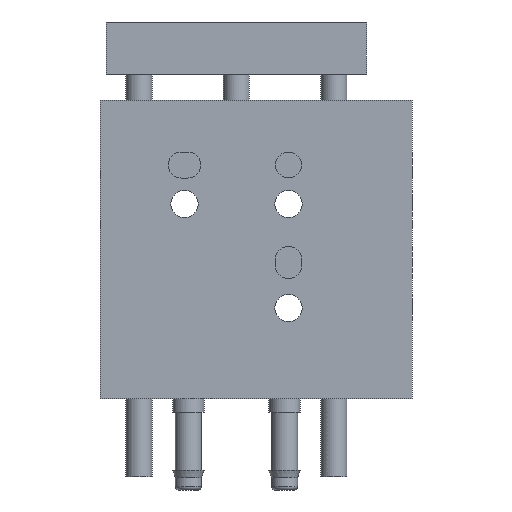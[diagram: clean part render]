
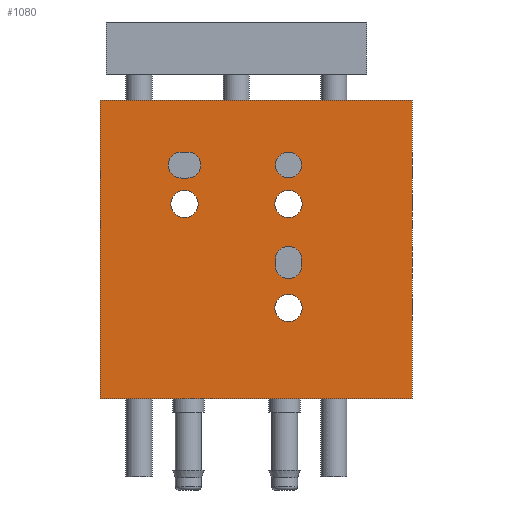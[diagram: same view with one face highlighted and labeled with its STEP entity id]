
A CAD part, front view. The second image highlights one B-rep face of the part: STEP entity #1080.
In plain terms, the highlighted planar face has unit normal (0, -1, 0).
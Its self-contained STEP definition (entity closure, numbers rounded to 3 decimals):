
#70=LINE('',#1762,#118);
#72=LINE('',#1769,#120);
#73=LINE('',#1773,#121);
#74=LINE('',#1777,#122);
#75=LINE('',#1781,#123);
#76=LINE('',#1790,#124);
#77=LINE('',#1792,#125);
#78=LINE('',#1794,#126);
#118=VECTOR('',#1368,1000.);
#120=VECTOR('',#1374,1000.);
#121=VECTOR('',#1377,1000.);
#122=VECTOR('',#1380,1000.);
#123=VECTOR('',#1383,1000.);
#124=VECTOR('',#1392,1000.);
#125=VECTOR('',#1393,1000.);
#126=VECTOR('',#1394,1000.);
#163=PLANE('',#1194);
#215=ORIENTED_EDGE('',*,*,#462,.F.);
#216=ORIENTED_EDGE('',*,*,#463,.F.);
#217=ORIENTED_EDGE('',*,*,#464,.F.);
#218=ORIENTED_EDGE('',*,*,#465,.F.);
#219=ORIENTED_EDGE('',*,*,#466,.F.);
#220=ORIENTED_EDGE('',*,*,#467,.F.);
#221=ORIENTED_EDGE('',*,*,#468,.F.);
#222=ORIENTED_EDGE('',*,*,#469,.F.);
#223=ORIENTED_EDGE('',*,*,#470,.T.);
#224=ORIENTED_EDGE('',*,*,#471,.T.);
#225=ORIENTED_EDGE('',*,*,#472,.T.);
#226=ORIENTED_EDGE('',*,*,#473,.T.);
#227=ORIENTED_EDGE('',*,*,#474,.T.);
#228=ORIENTED_EDGE('',*,*,#475,.F.);
#229=ORIENTED_EDGE('',*,*,#476,.F.);
#230=ORIENTED_EDGE('',*,*,#460,.T.);
#460=EDGE_CURVE('',#584,#583,#70,.T.);
#462=EDGE_CURVE('',#585,#586,#681,.T.);
#463=EDGE_CURVE('',#587,#585,#72,.T.);
#464=EDGE_CURVE('',#588,#587,#682,.T.);
#465=EDGE_CURVE('',#586,#588,#73,.T.);
#466=EDGE_CURVE('',#589,#590,#683,.T.);
#467=EDGE_CURVE('',#591,#589,#74,.T.);
#468=EDGE_CURVE('',#592,#591,#684,.T.);
#469=EDGE_CURVE('',#590,#592,#75,.T.);
#470=EDGE_CURVE('',#593,#593,#685,.T.);
#471=EDGE_CURVE('',#594,#594,#686,.T.);
#472=EDGE_CURVE('',#595,#595,#687,.T.);
#473=EDGE_CURVE('',#596,#596,#688,.T.);
#474=EDGE_CURVE('',#583,#597,#76,.T.);
#475=EDGE_CURVE('',#598,#597,#77,.T.);
#476=EDGE_CURVE('',#584,#598,#78,.T.);
#583=VERTEX_POINT('',#1761);
#584=VERTEX_POINT('',#1763);
#585=VERTEX_POINT('',#1767);
#586=VERTEX_POINT('',#1768);
#587=VERTEX_POINT('',#1770);
#588=VERTEX_POINT('',#1772);
#589=VERTEX_POINT('',#1775);
#590=VERTEX_POINT('',#1776);
#591=VERTEX_POINT('',#1778);
#592=VERTEX_POINT('',#1780);
#593=VERTEX_POINT('',#1783);
#594=VERTEX_POINT('',#1785);
#595=VERTEX_POINT('',#1787);
#596=VERTEX_POINT('',#1789);
#597=VERTEX_POINT('',#1791);
#598=VERTEX_POINT('',#1793);
#681=CIRCLE('',#1195,1.);
#682=CIRCLE('',#1196,1.);
#683=CIRCLE('',#1197,1.);
#684=CIRCLE('',#1198,1.);
#685=CIRCLE('',#1199,1.05);
#686=CIRCLE('',#1200,1.05);
#687=CIRCLE('',#1201,1.05);
#688=CIRCLE('',#1202,1.);
#759=EDGE_LOOP('',(#215,#216,#217,#218));
#760=EDGE_LOOP('',(#219,#220,#221,#222));
#761=EDGE_LOOP('',(#223));
#762=EDGE_LOOP('',(#224));
#763=EDGE_LOOP('',(#225));
#764=EDGE_LOOP('',(#226));
#765=EDGE_LOOP('',(#227,#228,#229,#230));
#917=FACE_BOUND('',#759,.T.);
#918=FACE_BOUND('',#760,.T.);
#919=FACE_BOUND('',#761,.T.);
#920=FACE_BOUND('',#762,.T.);
#921=FACE_BOUND('',#763,.T.);
#922=FACE_BOUND('',#764,.T.);
#923=FACE_BOUND('',#765,.T.);
#1080=ADVANCED_FACE('',(#917,#918,#919,#920,#921,#922,#923),#163,.F.);
#1194=AXIS2_PLACEMENT_3D('',#1765,#1370,#1371);
#1195=AXIS2_PLACEMENT_3D('',#1766,#1372,#1373);
#1196=AXIS2_PLACEMENT_3D('',#1771,#1375,#1376);
#1197=AXIS2_PLACEMENT_3D('',#1774,#1378,#1379);
#1198=AXIS2_PLACEMENT_3D('',#1779,#1381,#1382);
#1199=AXIS2_PLACEMENT_3D('',#1782,#1384,#1385);
#1200=AXIS2_PLACEMENT_3D('',#1784,#1386,#1387);
#1201=AXIS2_PLACEMENT_3D('',#1786,#1388,#1389);
#1202=AXIS2_PLACEMENT_3D('',#1788,#1390,#1391);
#1368=DIRECTION('',(0.,0.,-1.));
#1370=DIRECTION('',(0.,1.,0.));
#1371=DIRECTION('',(0.,0.,1.));
#1372=DIRECTION('',(0.,-1.,0.));
#1373=DIRECTION('',(0.,0.,-1.));
#1374=DIRECTION('',(0.,0.,1.));
#1375=DIRECTION('',(0.,-1.,0.));
#1376=DIRECTION('',(0.,0.,-1.));
#1377=DIRECTION('',(0.,0.,-1.));
#1378=DIRECTION('',(0.,-1.,0.));
#1379=DIRECTION('',(0.,0.,-1.));
#1380=DIRECTION('',(-1.,0.,0.));
#1381=DIRECTION('',(0.,-1.,0.));
#1382=DIRECTION('',(0.,0.,-1.));
#1383=DIRECTION('',(1.,0.,0.));
#1384=DIRECTION('',(0.,1.,0.));
#1385=DIRECTION('',(0.,0.,1.));
#1386=DIRECTION('',(0.,1.,0.));
#1387=DIRECTION('',(0.,0.,1.));
#1388=DIRECTION('',(0.,1.,0.));
#1389=DIRECTION('',(0.,0.,1.));
#1390=DIRECTION('',(0.,1.,0.));
#1391=DIRECTION('',(0.,0.,1.));
#1392=DIRECTION('',(1.,0.,0.));
#1393=DIRECTION('',(0.,0.,-1.));
#1394=DIRECTION('',(1.,0.,0.));
#1761=CARTESIAN_POINT('',(-10.5,0.,0.));
#1762=CARTESIAN_POINT('',(-10.5,0.,23.));
#1763=CARTESIAN_POINT('',(-10.5,0.,23.));
#1765=CARTESIAN_POINT('',(-10.5,0.,23.));
#1766=CARTESIAN_POINT('',(4.,0.,10.75));
#1767=CARTESIAN_POINT('',(5.,0.,10.75));
#1768=CARTESIAN_POINT('',(3.,0.,10.75));
#1769=CARTESIAN_POINT('',(5.,0.,10.25));
#1770=CARTESIAN_POINT('',(5.,0.,10.25));
#1771=CARTESIAN_POINT('',(4.,0.,10.25));
#1772=CARTESIAN_POINT('',(3.,0.,10.25));
#1773=CARTESIAN_POINT('',(3.,0.,10.75));
#1774=CARTESIAN_POINT('',(-4.25,0.,18.));
#1775=CARTESIAN_POINT('',(-4.25,0.,19.));
#1776=CARTESIAN_POINT('',(-4.25,0.,17.));
#1777=CARTESIAN_POINT('',(-3.75,0.,19.));
#1778=CARTESIAN_POINT('',(-3.75,0.,19.));
#1779=CARTESIAN_POINT('',(-3.75,0.,18.));
#1780=CARTESIAN_POINT('',(-3.75,0.,17.));
#1781=CARTESIAN_POINT('',(-4.25,0.,17.));
#1782=CARTESIAN_POINT('',(-4.,0.,15.));
#1783=CARTESIAN_POINT('',(-4.,0.,16.05));
#1784=CARTESIAN_POINT('',(4.,0.,7.));
#1785=CARTESIAN_POINT('',(4.,0.,8.05));
#1786=CARTESIAN_POINT('',(4.,0.,15.));
#1787=CARTESIAN_POINT('',(4.,0.,16.05));
#1788=CARTESIAN_POINT('',(4.,0.,18.));
#1789=CARTESIAN_POINT('',(4.,0.,19.));
#1790=CARTESIAN_POINT('',(-10.5,0.,0.));
#1791=CARTESIAN_POINT('',(13.5,0.,0.));
#1792=CARTESIAN_POINT('',(13.5,0.,23.));
#1793=CARTESIAN_POINT('',(13.5,0.,23.));
#1794=CARTESIAN_POINT('',(-10.5,0.,23.));
